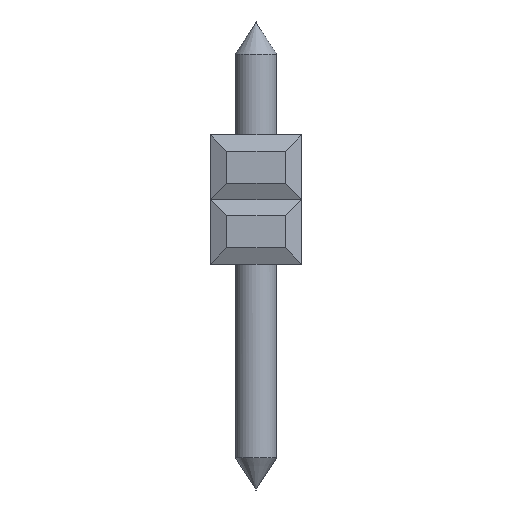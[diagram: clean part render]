
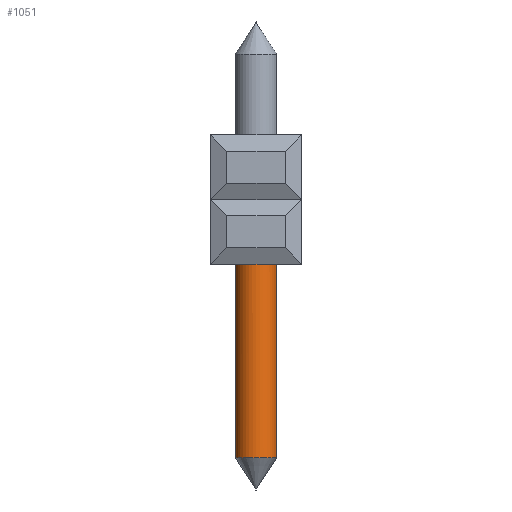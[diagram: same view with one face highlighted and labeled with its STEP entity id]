
A CAD part, left-side view. The second image highlights one B-rep face of the part: STEP entity #1051.
In plain terms, the highlighted cylindrical face has radius 0.65 mm (diameter 1.3 mm), a full revolution.
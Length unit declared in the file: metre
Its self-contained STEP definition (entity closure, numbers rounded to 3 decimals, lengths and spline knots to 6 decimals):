
#1051=ADVANCED_FACE('',(#2745,#2746),#2747,.T.);
#2745=FACE_OUTER_BOUND('',#5206,.T.);
#2746=FACE_OUTER_BOUND('',#5207,.T.);
#2747=CYLINDRICAL_SURFACE('',#5208,0.00065);
#5206=EDGE_LOOP('',(#8454));
#5207=EDGE_LOOP('',(#8455));
#5208=AXIS2_PLACEMENT_3D('',#8456,#8457,#8458);
#8454=ORIENTED_EDGE('',*,*,#14271,.F.);
#8455=ORIENTED_EDGE('',*,*,#14488,.F.);
#8456=CARTESIAN_POINT('',(0.00565,-0.03326,0.0005));
#8457=DIRECTION('',(0.0,0.,-1.0));
#8458=DIRECTION('',(-1.0,0.0,0.0));
#14271=EDGE_CURVE('',#17167,#17167,#17168,.T.);
#14488=EDGE_CURVE('',#17514,#17514,#17515,.T.);
#17167=VERTEX_POINT('',#21121);
#17168=CIRCLE('',#21122,0.00065);
#17514=VERTEX_POINT('',#21632);
#17515=CIRCLE('',#21633,0.00065);
#21121=CARTESIAN_POINT('',(0.00565,-0.03391,-0.0038));
#21122=AXIS2_PLACEMENT_3D('',#25456,#25457,#25458);
#21632=CARTESIAN_POINT('',(0.00604,-0.03274,-0.01));
#21633=AXIS2_PLACEMENT_3D('',#25662,#25663,#25664);
#25456=CARTESIAN_POINT('',(0.00565,-0.03326,-0.0038));
#25457=DIRECTION('',(0.0,0.,1.0));
#25458=DIRECTION('',(0.0,-1.0,0.));
#25662=CARTESIAN_POINT('',(0.00565,-0.03326,-0.01));
#25663=DIRECTION('',(0.,0.,-1.0));
#25664=DIRECTION('',(0.6,0.8,0.));
